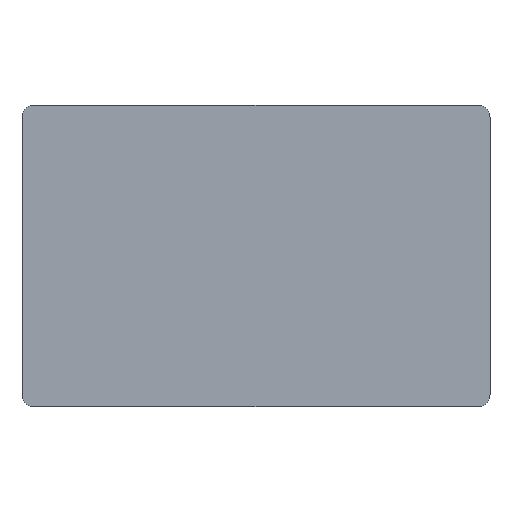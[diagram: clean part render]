
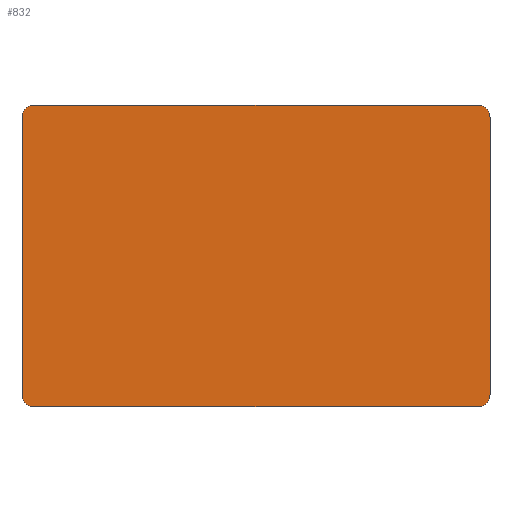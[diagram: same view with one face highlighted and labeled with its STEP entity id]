
A CAD part, front view. The second image highlights one B-rep face of the part: STEP entity #832.
In plain terms, the highlighted planar face has unit normal (0, -1, 0).
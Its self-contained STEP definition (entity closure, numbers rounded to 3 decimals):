
#45=CARTESIAN_POINT('',(-27.5,-1.96,-14.875));
#46=DIRECTION('',(0.,-1.,0.));
#47=DIRECTION('',(-1.,0.,0.));
#48=AXIS2_PLACEMENT_3D('',#45,#46,#47);
#50=CARTESIAN_POINT('',(-27.5,-1.96,28.875));
#51=DIRECTION('',(0.,-1.,0.));
#52=DIRECTION('',(0.,0.,1.));
#53=AXIS2_PLACEMENT_3D('',#50,#51,#52);
#55=CARTESIAN_POINT('',(42.5,-1.96,28.875));
#56=DIRECTION('',(0.,-1.,0.));
#57=DIRECTION('',(1.,0.,0.));
#58=AXIS2_PLACEMENT_3D('',#55,#56,#57);
#60=CARTESIAN_POINT('',(42.5,-1.96,-14.875));
#61=DIRECTION('',(0.,-1.,0.));
#62=DIRECTION('',(0.,0.,-1.));
#63=AXIS2_PLACEMENT_3D('',#60,#61,#62);
#81=DIRECTION('',(0.,0.,-1.));
#82=VECTOR('',#81,43.75);
#83=CARTESIAN_POINT('',(-29.5,-1.96,28.875));
#84=LINE('',#83,#82);
#327=DIRECTION('',(0.,0.,-1.));
#328=VECTOR('',#327,43.75);
#329=CARTESIAN_POINT('',(44.5,-1.96,28.875));
#330=LINE('',#329,#328);
#375=DIRECTION('',(1.,0.,0.));
#376=VECTOR('',#375,70.);
#377=CARTESIAN_POINT('',(-27.5,-1.96,-16.875));
#378=LINE('',#377,#376);
#387=DIRECTION('',(-1.,0.,0.));
#388=VECTOR('',#387,70.);
#389=CARTESIAN_POINT('',(42.5,-1.96,30.875));
#390=LINE('',#389,#388);
#689=CARTESIAN_POINT('',(-29.5,-1.96,-14.875));
#690=CARTESIAN_POINT('',(-27.5,-1.96,-16.875));
#691=VERTEX_POINT('',#689);
#692=VERTEX_POINT('',#690);
#697=CARTESIAN_POINT('',(42.5,-1.96,-16.875));
#698=CARTESIAN_POINT('',(44.5,-1.96,-14.875));
#699=VERTEX_POINT('',#697);
#700=VERTEX_POINT('',#698);
#705=CARTESIAN_POINT('',(44.5,-1.96,28.875));
#706=CARTESIAN_POINT('',(42.5,-1.96,30.875));
#707=VERTEX_POINT('',#705);
#708=VERTEX_POINT('',#706);
#713=CARTESIAN_POINT('',(-27.5,-1.96,30.875));
#714=CARTESIAN_POINT('',(-29.5,-1.96,28.875));
#715=VERTEX_POINT('',#713);
#716=VERTEX_POINT('',#714);
#810=CARTESIAN_POINT('',(0.,-1.96,0.));
#811=DIRECTION('',(0.,-1.,0.));
#812=DIRECTION('',(-1.,0.,0.));
#813=AXIS2_PLACEMENT_3D('',#810,#811,#812);
#814=PLANE('',#813);
#815=ORIENTED_EDGE('',*,*,#800,.F.);
#817=ORIENTED_EDGE('',*,*,#816,.F.);
#819=ORIENTED_EDGE('',*,*,#818,.F.);
#821=ORIENTED_EDGE('',*,*,#820,.F.);
#823=ORIENTED_EDGE('',*,*,#822,.F.);
#825=ORIENTED_EDGE('',*,*,#824,.T.);
#827=ORIENTED_EDGE('',*,*,#826,.F.);
#829=ORIENTED_EDGE('',*,*,#828,.F.);
#830=EDGE_LOOP('',(#815,#817,#819,#821,#823,#825,#827,#829));
#831=FACE_OUTER_BOUND('',#830,.F.);
#832=ADVANCED_FACE('',(#831),#814,.T.);
#49=CIRCLE('',#48,2.);
#54=CIRCLE('',#53,2.);
#59=CIRCLE('',#58,2.);
#64=CIRCLE('',#63,2.);
#800=EDGE_CURVE('',#691,#692,#49,.T.);
#816=EDGE_CURVE('',#716,#691,#84,.T.);
#818=EDGE_CURVE('',#715,#716,#54,.T.);
#820=EDGE_CURVE('',#708,#715,#390,.T.);
#822=EDGE_CURVE('',#707,#708,#59,.T.);
#824=EDGE_CURVE('',#707,#700,#330,.T.);
#826=EDGE_CURVE('',#699,#700,#64,.T.);
#828=EDGE_CURVE('',#692,#699,#378,.T.);
